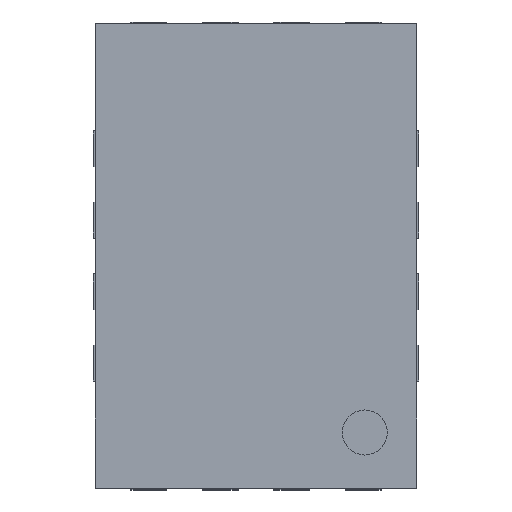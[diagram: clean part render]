
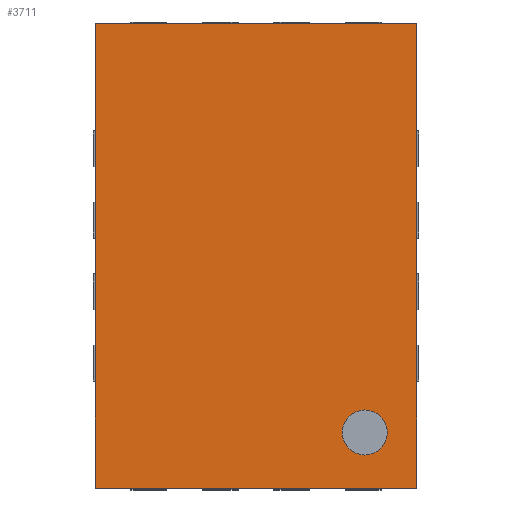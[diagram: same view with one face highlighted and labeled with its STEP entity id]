
A CAD part, top view. The second image highlights one B-rep face of the part: STEP entity #3711.
In plain terms, the highlighted planar face has unit normal (0, 0, 1).
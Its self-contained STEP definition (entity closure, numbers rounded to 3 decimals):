
#84=CIRCLE('',#3885,0.126);
#564=ORIENTED_EDGE('',*,*,#1233,.T.);
#565=ORIENTED_EDGE('',*,*,#1229,.T.);
#566=ORIENTED_EDGE('',*,*,#1234,.T.);
#567=ORIENTED_EDGE('',*,*,#1235,.T.);
#568=ORIENTED_EDGE('',*,*,#1184,.T.);
#1184=EDGE_CURVE('',#1534,#1533,#1828,.T.);
#1229=EDGE_CURVE('',#1533,#1561,#1873,.T.);
#1233=EDGE_CURVE('',#1562,#1562,#84,.T.);
#1234=EDGE_CURVE('',#1561,#1563,#1877,.T.);
#1235=EDGE_CURVE('',#1563,#1534,#1878,.T.);
#1533=VERTEX_POINT('',#5251);
#1534=VERTEX_POINT('',#5253);
#1561=VERTEX_POINT('',#5337);
#1562=VERTEX_POINT('',#5344);
#1563=VERTEX_POINT('',#5346);
#1828=LINE('',#5252,#2164);
#1873=LINE('',#5338,#2209);
#1877=LINE('',#5345,#2213);
#1878=LINE('',#5347,#2214);
#2164=VECTOR('',#4403,1000.);
#2209=VECTOR('',#4474,1000.);
#2213=VECTOR('',#4482,1000.);
#2214=VECTOR('',#4483,1000.);
#2359=EDGE_LOOP('',(#564));
#2360=EDGE_LOOP('',(#565,#566,#567,#568));
#2499=FACE_BOUND('',#2359,.T.);
#2500=FACE_BOUND('',#2360,.T.);
#2639=PLANE('',#3884);
#3711=ADVANCED_FACE('',(#2499,#2500),#2639,.T.);
#3884=AXIS2_PLACEMENT_3D('',#5342,#4478,#4479);
#3885=AXIS2_PLACEMENT_3D('',#5343,#4480,#4481);
#4403=DIRECTION('',(0.,-1.,0.));
#4474=DIRECTION('',(1.,0.,0.));
#4478=DIRECTION('',(0.,0.,1.));
#4479=DIRECTION('',(1.,0.,0.));
#4480=DIRECTION('',(0.,0.,-1.));
#4481=DIRECTION('',(-1.,0.,0.));
#4482=DIRECTION('',(0.,1.,0.));
#4483=DIRECTION('',(-1.,0.,0.));
#5251=CARTESIAN_POINT('',(-0.9,-1.3,0.));
#5252=CARTESIAN_POINT('',(-0.9,1.3,0.));
#5253=CARTESIAN_POINT('',(-0.9,1.3,0.));
#5337=CARTESIAN_POINT('',(0.9,-1.3,0.));
#5338=CARTESIAN_POINT('',(-0.9,-1.3,0.));
#5342=CARTESIAN_POINT('',(0.,0.,0.));
#5343=CARTESIAN_POINT('',(0.609,-0.989,0.));
#5344=CARTESIAN_POINT('',(0.483,-0.989,0.));
#5345=CARTESIAN_POINT('',(0.9,-1.3,0.));
#5346=CARTESIAN_POINT('',(0.9,1.3,0.));
#5347=CARTESIAN_POINT('',(0.9,1.3,0.));
